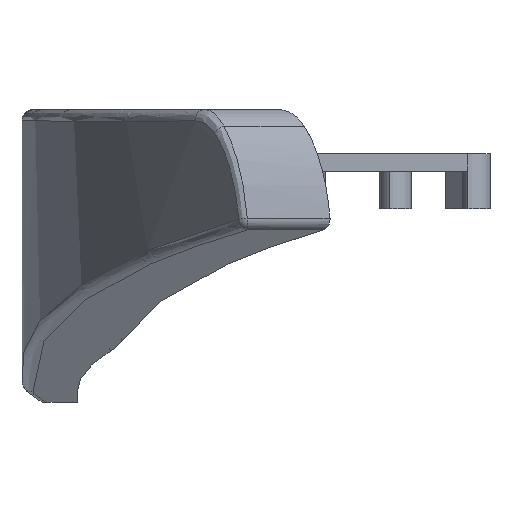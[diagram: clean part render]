
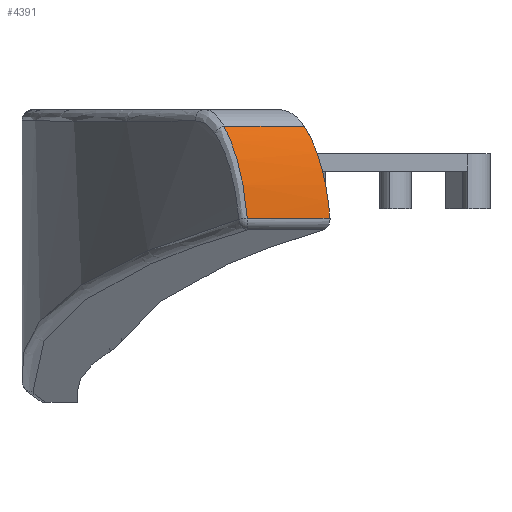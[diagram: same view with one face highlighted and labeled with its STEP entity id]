
A CAD part, left-side view. The second image highlights one B-rep face of the part: STEP entity #4391.
In plain terms, the highlighted free-form (B-spline) face has degree [3, 1] with [14, 2] control points.
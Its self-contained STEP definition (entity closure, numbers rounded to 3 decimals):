
#4 = CARTESIAN_POINT ( 'NONE',  ( -92.982, 80.018, 13.73 ) ) ;
#501 = CARTESIAN_POINT ( 'NONE',  ( -92.099, 80.685, 15.969 ) ) ;
#508 = CARTESIAN_POINT ( 'NONE',  ( -92.6, 76.577, 14.962 ) ) ;
#545 = CARTESIAN_POINT ( 'NONE',  ( -93.222, 79.769, 12.064 ) ) ;
#596 = CARTESIAN_POINT ( 'NONE',  ( -92.6, 80.356, 14.962 ) ) ;
#603 = CARTESIAN_POINT ( 'NONE',  ( -92.752, 76.444, 14.528 ) ) ;
#635 = CARTESIAN_POINT ( 'NONE',  ( -93.157, 76.077, 12.686 ) ) ;
#640 = CARTESIAN_POINT ( 'NONE',  ( -91.878, 77.183, 16.247 ) ) ;
#782 = EDGE_CURVE ( 'NONE', #5739, #6836, #3766, .T. ) ;
#1201 = EDGE_CURVE ( 'NONE', #5943, #2736, #5453, .T. ) ;
#1245 = VECTOR ( 'NONE', #4113, 1000. ) ;
#1265 = CARTESIAN_POINT ( 'NONE',  ( -91.972, 77.106, 16.124 ) ) ;
#1307 = CARTESIAN_POINT ( 'NONE',  ( -93.12, 76.112, 12.95 ) ) ;
#1314 = CARTESIAN_POINT ( 'NONE',  ( -91.932, 77.139, 16.178 ) ) ;
#1354 = CARTESIAN_POINT ( 'NONE',  ( -93.042, 76.184, 13.387 ) ) ;
#1423 = LINE ( 'NONE', #3492, #2440 ) ;
#1856 = CARTESIAN_POINT ( 'NONE',  ( -93.222, 76.013, 12.064 ) ) ;
#1940 = CARTESIAN_POINT ( 'NONE',  ( -92.157, 80.733, 15.862 ) ) ;
#1992 = CARTESIAN_POINT ( 'NONE',  ( -92.982, 76.238, 13.676 ) ) ;
#2029 = CARTESIAN_POINT ( 'NONE',  ( -93.212, 76.023, 12.183 ) ) ;
#2035 = CARTESIAN_POINT ( 'NONE',  ( -92.71, 76.481, 14.654 ) ) ;
#2081 = CARTESIAN_POINT ( 'NONE',  ( -93.14, 76.093, 12.832 ) ) ;
#2440 = VECTOR ( 'NONE', #3407, 1000. ) ;
#2580 = CARTESIAN_POINT ( 'NONE',  ( -91.926, 77.144, 16.186 ) ) ;
#2626 = CARTESIAN_POINT ( 'NONE',  ( -92.858, 80.13, 14.235 ) ) ;
#2675 = CARTESIAN_POINT ( 'NONE',  ( -92.663, 76.522, 14.786 ) ) ;
#2736 = VERTEX_POINT ( 'NONE', #5206 ) ;
#2750 = CARTESIAN_POINT ( 'NONE',  ( -92.28, 76.851, 15.65 ) ) ;
#2910 = EDGE_CURVE ( 'NONE', #2736, #5739, #7539, .T. ) ;
#2962 = CARTESIAN_POINT ( 'NONE',  ( -91.878, 77.183, 16.247 ) ) ;
#3089 = EDGE_LOOP ( 'NONE', ( #7292, #6529, #7442, #6195 ) ) ;
#3293 = CARTESIAN_POINT ( 'NONE',  ( -93.2, 76.035, 12.302 ) ) ;
#3337 = CARTESIAN_POINT ( 'NONE',  ( -92.502, 76.662, 15.2 ) ) ;
#3343 = CARTESIAN_POINT ( 'NONE',  ( -93.222, 76.013, 12.064 ) ) ;
#3387 = CARTESIAN_POINT ( 'NONE',  ( -93.069, 76.158, 13.237 ) ) ;
#3407 = DIRECTION ( 'NONE',  ( 0., 1., 0. ) ) ;
#3417 = CARTESIAN_POINT ( 'NONE',  ( -92.719, 80.205, 14.65 ) ) ;
#3492 = CARTESIAN_POINT ( 'NONE',  ( -93.222, 76.013, 12.064 ) ) ;
#3766 = B_SPLINE_CURVE_WITH_KNOTS ( 'NONE', 3,
 ( #640, #7532, #1314, #4739, #6142, #7490, #8249, #4065, #6809, #2675, #7402, #2035, #603, #8162, #6056, #1992, #8875, #1354, #4649, #3387, #2081, #7582, #3343 ),
 .UNSPECIFIED., .F., .F.,
 ( 4, 2, 2, 1, 1, 2, 2, 1, 1, 2, 1, 2, 2, 4 ),
 ( 0.211, 0.233, 0.256, 0.301, 0.391, 0.482, 0.504, 0.527, 0.572, 0.663, 0.708, 0.731, 0.753, 0.934 ),
 .UNSPECIFIED. ) ;
#3920 = CARTESIAN_POINT ( 'NONE',  ( -93.189, 79.801, 12.445 ) ) ;
#3926 = CARTESIAN_POINT ( 'NONE',  ( -92.858, 76.351, 14.235 ) ) ;
#4059 = CARTESIAN_POINT ( 'NONE',  ( -91.878, 80.962, 16.247 ) ) ;
#4065 = CARTESIAN_POINT ( 'NONE',  ( -92.43, 76.724, 15.365 ) ) ;
#4100 = CARTESIAN_POINT ( 'NONE',  ( -93.212, 79.802, 12.183 ) ) ;
#4113 = DIRECTION ( 'NONE',  ( 0., -1., 0. ) ) ;
#4391 = ADVANCED_FACE ( 'NONE', ( #4775 ), #5895, .F. ) ;
#4643 = CARTESIAN_POINT ( 'NONE',  ( -91.878, 77.183, 16.247 ) ) ;
#4649 = CARTESIAN_POINT ( 'NONE',  ( -93.06, 76.167, 13.289 ) ) ;
#4739 = CARTESIAN_POINT ( 'NONE',  ( -91.985, 77.095, 16.106 ) ) ;
#4775 = FACE_OUTER_BOUND ( 'NONE', #3089, .T. ) ;
#5206 = CARTESIAN_POINT ( 'NONE',  ( -91.878, 80.84, 16.247 ) ) ;
#5421 = CARTESIAN_POINT ( 'NONE',  ( -93.222, 76.013, 12.064 ) ) ;
#5453 = B_SPLINE_CURVE_WITH_KNOTS ( 'NONE', 3,
 ( #545, #3920, #7479, #7520, #6086, #3417, #7391, #6172, #501, #8904 ),
 .UNSPECIFIED., .F., .F.,
 ( 4, 2, 2, 2, 4 ),
 ( 0., 0.002, 0.003, 0.004, 0.005 ),
 .UNSPECIFIED. ) ;
#5739 = VERTEX_POINT ( 'NONE', #2962 ) ;
#5895 = B_SPLINE_SURFACE_WITH_KNOTS ( 'NONE', 3, 1, ( 
 ( #5421, #7443 ),
 ( #2029, #4100 ),
 ( #3293, #8197 ),
 ( #635, #8825 ),
 ( #1307, #6177 ),
 ( #7575, #4 ),
 ( #3926, #2626 ),
 ( #508, #596 ),
 ( #3337, #6090 ),
 ( #2750, #6005 ),
 ( #7485, #1940 ),
 ( #1265, #8737 ),
 ( #2580, #8066 ),
 ( #4643, #4059 ) ),
 .UNSPECIFIED., .F., .F., .F.,
 ( 4, 2, 2, 2, 2, 2, 4 ),
 ( 2, 2 ),
 ( 0., 0.056, 0.181, 0.431, 0.556, 0.681, 0.721 ),
 ( 0., 1. ),
 .UNSPECIFIED. ) ;
#5943 = VERTEX_POINT ( 'NONE', #8817 ) ;
#6005 = CARTESIAN_POINT ( 'NONE',  ( -92.28, 80.629, 15.65 ) ) ;
#6056 = CARTESIAN_POINT ( 'NONE',  ( -92.918, 76.297, 13.956 ) ) ;
#6086 = CARTESIAN_POINT ( 'NONE',  ( -92.929, 80.031, 13.937 ) ) ;
#6090 = CARTESIAN_POINT ( 'NONE',  ( -92.502, 80.441, 15.2 ) ) ;
#6142 = CARTESIAN_POINT ( 'NONE',  ( -92.012, 77.073, 16.068 ) ) ;
#6172 = CARTESIAN_POINT ( 'NONE',  ( -92.281, 80.55, 15.661 ) ) ;
#6177 = CARTESIAN_POINT ( 'NONE',  ( -93.12, 79.89, 12.95 ) ) ;
#6195 = ORIENTED_EDGE ( 'NONE', *, *, #7538, .F. ) ;
#6529 = ORIENTED_EDGE ( 'NONE', *, *, #2910, .F. ) ;
#6809 = CARTESIAN_POINT ( 'NONE',  ( -92.577, 76.597, 15.016 ) ) ;
#6836 = VERTEX_POINT ( 'NONE', #1856 ) ;
#7292 = ORIENTED_EDGE ( 'NONE', *, *, #782, .F. ) ;
#7391 = CARTESIAN_POINT ( 'NONE',  ( -92.591, 80.309, 15.001 ) ) ;
#7402 = CARTESIAN_POINT ( 'NONE',  ( -92.68, 76.507, 14.737 ) ) ;
#7442 = ORIENTED_EDGE ( 'NONE', *, *, #1201, .F. ) ;
#7443 = CARTESIAN_POINT ( 'NONE',  ( -93.222, 79.792, 12.064 ) ) ;
#7479 = CARTESIAN_POINT ( 'NONE',  ( -93.141, 79.845, 12.826 ) ) ;
#7485 = CARTESIAN_POINT ( 'NONE',  ( -92.157, 76.954, 15.862 ) ) ;
#7490 = CARTESIAN_POINT ( 'NONE',  ( -92.083, 77.015, 15.966 ) ) ;
#7520 = CARTESIAN_POINT ( 'NONE',  ( -93.011, 79.961, 13.571 ) ) ;
#7532 = CARTESIAN_POINT ( 'NONE',  ( -91.905, 77.161, 16.213 ) ) ;
#7538 = EDGE_CURVE ( 'NONE', #6836, #5943, #1423, .T. ) ;
#7539 = LINE ( 'NONE', #8123, #1245 ) ;
#7575 = CARTESIAN_POINT ( 'NONE',  ( -92.982, 76.239, 13.73 ) ) ;
#7582 = CARTESIAN_POINT ( 'NONE',  ( -93.188, 76.047, 12.456 ) ) ;
#8066 = CARTESIAN_POINT ( 'NONE',  ( -91.926, 80.923, 16.186 ) ) ;
#8123 = CARTESIAN_POINT ( 'NONE',  ( -91.878, 81.183, 16.247 ) ) ;
#8162 = CARTESIAN_POINT ( 'NONE',  ( -92.847, 76.361, 14.227 ) ) ;
#8197 = CARTESIAN_POINT ( 'NONE',  ( -93.2, 79.814, 12.302 ) ) ;
#8249 = CARTESIAN_POINT ( 'NONE',  ( -92.22, 76.901, 15.754 ) ) ;
#8737 = CARTESIAN_POINT ( 'NONE',  ( -91.972, 80.884, 16.124 ) ) ;
#8817 = CARTESIAN_POINT ( 'NONE',  ( -93.222, 79.769, 12.064 ) ) ;
#8825 = CARTESIAN_POINT ( 'NONE',  ( -93.157, 79.855, 12.686 ) ) ;
#8875 = CARTESIAN_POINT ( 'NONE',  ( -93.013, 76.21, 13.533 ) ) ;
#8904 = CARTESIAN_POINT ( 'NONE',  ( -91.878, 80.84, 16.247 ) ) ;
